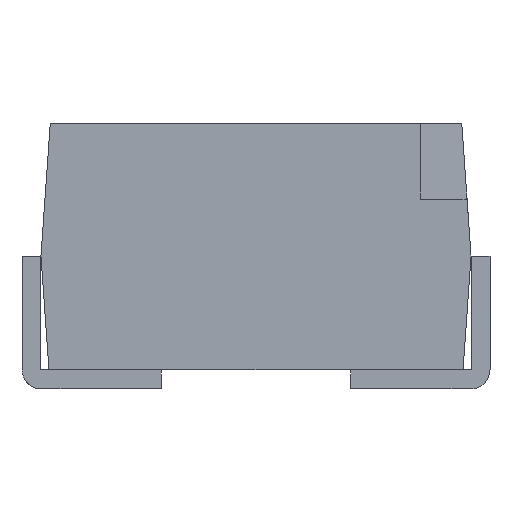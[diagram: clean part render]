
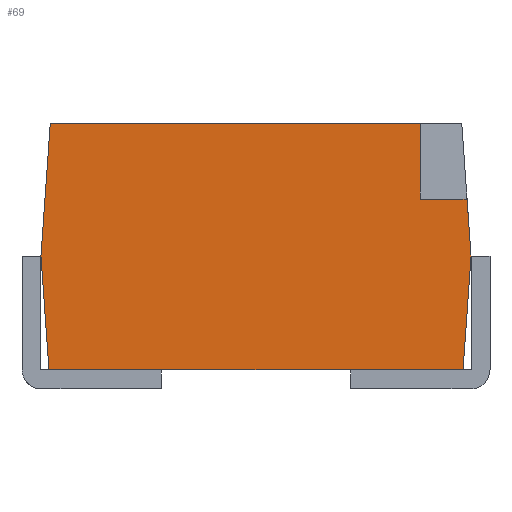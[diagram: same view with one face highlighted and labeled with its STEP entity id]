
A CAD part, left-side view. The second image highlights one B-rep face of the part: STEP entity #69.
In plain terms, the highlighted planar face has unit normal (-1, 0, 0).
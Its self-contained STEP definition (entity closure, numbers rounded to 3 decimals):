
#69=ADVANCED_FACE('',(#100),#596,.T.);
#100=FACE_OUTER_BOUND('',#131,.T.);
#131=EDGE_LOOP('',(#209,#210,#211,#212,#213,#214,#215,#216));
#209=ORIENTED_EDGE('',*,*,#339,.F.);
#210=ORIENTED_EDGE('',*,*,#351,.T.);
#211=ORIENTED_EDGE('',*,*,#344,.F.);
#212=ORIENTED_EDGE('',*,*,#346,.F.);
#213=ORIENTED_EDGE('',*,*,#362,.T.);
#214=ORIENTED_EDGE('',*,*,#355,.F.);
#215=ORIENTED_EDGE('',*,*,#328,.F.);
#216=ORIENTED_EDGE('',*,*,#363,.T.);
#328=EDGE_CURVE('',#524,#525,#442,.T.);
#339=EDGE_CURVE('',#532,#533,#453,.T.);
#344=EDGE_CURVE('',#536,#537,#458,.T.);
#346=EDGE_CURVE('',#539,#536,#460,.T.);
#351=EDGE_CURVE('',#532,#537,#465,.T.);
#355=EDGE_CURVE('',#525,#542,#469,.T.);
#362=EDGE_CURVE('',#539,#542,#472,.T.);
#363=EDGE_CURVE('',#524,#533,#473,.T.);
#442=B_SPLINE_CURVE_WITH_KNOTS('',1,(#803,#804),.UNSPECIFIED.,.F.,.F.,(2,
2),(0.,0.902),.UNSPECIFIED.);
#453=B_SPLINE_CURVE_WITH_KNOTS('',1,(#825,#826),.UNSPECIFIED.,.F.,.F.,(2,
2),(0.,0.902),.UNSPECIFIED.);
#458=B_SPLINE_CURVE_WITH_KNOTS('',1,(#835,#836),.UNSPECIFIED.,.F.,.F.,(2,
2),(-0.369,0.),.UNSPECIFIED.);
#460=B_SPLINE_CURVE_WITH_KNOTS('',1,(#839,#840),.UNSPECIFIED.,.F.,.F.,(2,
2),(-0.6,0.),.UNSPECIFIED.);
#465=B_SPLINE_CURVE_WITH_KNOTS('',1,(#849,#850),.UNSPECIFIED.,.F.,.F.,(2,
2),(0.,0.451),.UNSPECIFIED.);
#469=B_SPLINE_CURVE_WITH_KNOTS('',1,(#857,#858),.UNSPECIFIED.,.F.,.F.,(2,
2),(-1.053,0.),.UNSPECIFIED.);
#472=B_SPLINE_CURVE_WITH_KNOTS('',1,(#877,#878),.UNSPECIFIED.,.F.,.F.,(2,
2),(-2.927,0.),.UNSPECIFIED.);
#473=B_SPLINE_CURVE_WITH_KNOTS('',1,(#879,#880),.UNSPECIFIED.,.F.,.F.,(2,
2),(0.,3.274),.UNSPECIFIED.);
#524=VERTEX_POINT('',#751);
#525=VERTEX_POINT('',#752);
#532=VERTEX_POINT('',#759);
#533=VERTEX_POINT('',#760);
#536=VERTEX_POINT('',#763);
#537=VERTEX_POINT('',#764);
#539=VERTEX_POINT('',#766);
#542=VERTEX_POINT('',#769);
#596=PLANE('',#643);
#643=AXIS2_PLACEMENT_3D('',#721,#673,$);
#673=DIRECTION('',(-1.,0.,0.));
#721=CARTESIAN_POINT('',(-1.5,2.041,-0.196));
#751=CARTESIAN_POINT('',(-1.5,1.637,0.));
#752=CARTESIAN_POINT('',(-1.5,1.7,0.9));
#759=CARTESIAN_POINT('',(-1.5,-1.7,0.9));
#760=CARTESIAN_POINT('',(-1.5,-1.637,0.));
#763=CARTESIAN_POINT('',(-1.5,-1.3,1.35));
#764=CARTESIAN_POINT('',(-1.5,-1.669,1.35));
#766=CARTESIAN_POINT('',(-1.5,-1.3,1.95));
#769=CARTESIAN_POINT('',(-1.5,1.627,1.95));
#803=CARTESIAN_POINT('',(-1.5,1.637,0.));
#804=CARTESIAN_POINT('',(-1.5,1.7,0.9));
#825=CARTESIAN_POINT('',(-1.5,-1.7,0.9));
#826=CARTESIAN_POINT('',(-1.5,-1.637,0.));
#835=CARTESIAN_POINT('',(-1.5,-1.3,1.35));
#836=CARTESIAN_POINT('',(-1.5,-1.669,1.35));
#839=CARTESIAN_POINT('',(-1.5,-1.3,1.95));
#840=CARTESIAN_POINT('',(-1.5,-1.3,1.35));
#849=CARTESIAN_POINT('',(-1.5,-1.7,0.9));
#850=CARTESIAN_POINT('',(-1.5,-1.669,1.35));
#857=CARTESIAN_POINT('',(-1.5,1.7,0.9));
#858=CARTESIAN_POINT('',(-1.5,1.627,1.95));
#877=CARTESIAN_POINT('',(-1.5,-1.3,1.95));
#878=CARTESIAN_POINT('',(-1.5,1.627,1.95));
#879=CARTESIAN_POINT('',(-1.5,1.637,0.));
#880=CARTESIAN_POINT('',(-1.5,-1.637,0.));
